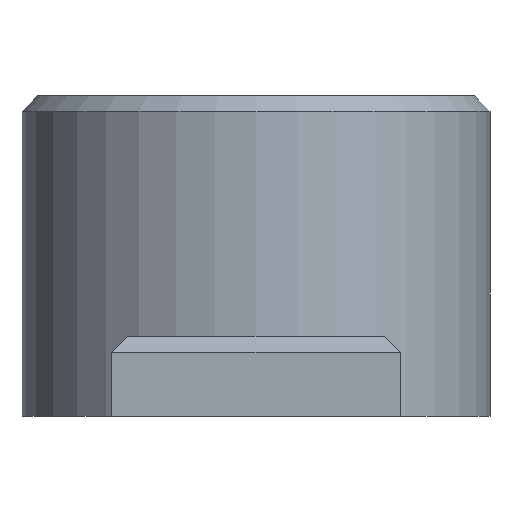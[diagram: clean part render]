
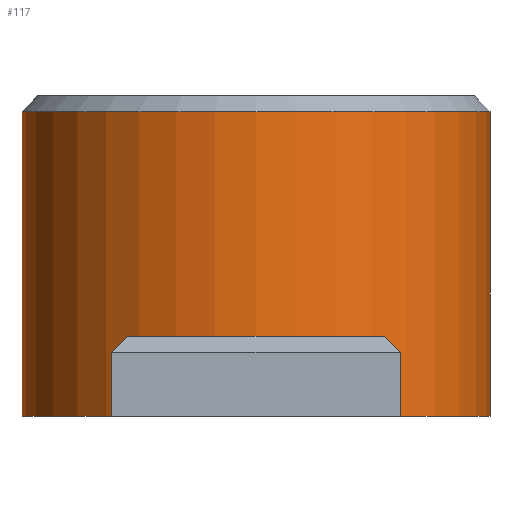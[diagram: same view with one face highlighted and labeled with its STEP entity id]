
A CAD part, front view. The second image highlights one B-rep face of the part: STEP entity #117.
In plain terms, the highlighted cylindrical face has radius 14.6 mm (diameter 29.2 mm), a full revolution.
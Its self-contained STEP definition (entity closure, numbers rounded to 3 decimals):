
#72 = VERTEX_POINT('',#73);
#73 = CARTESIAN_POINT('',(14.6,0.,19.01));
#81 = EDGE_CURVE('',#72,#72,#82,.T.);
#82 = CIRCLE('',#83,14.6);
#83 = AXIS2_PLACEMENT_3D('',#84,#85,#86);
#84 = CARTESIAN_POINT('',(0.,0.,19.01));
#85 = DIRECTION('',(0.,0.,1.));
#86 = DIRECTION('',(1.,0.,-0.));
#117 = ADVANCED_FACE('',(#118),#136,.T.);
#118 = FACE_BOUND('',#119,.F.);
#119 = EDGE_LOOP('',(#120,#127,#134,#135));
#120 = ORIENTED_EDGE('',*,*,#121,.T.);
#121 = EDGE_CURVE('',#72,#122,#124,.T.);
#122 = VERTEX_POINT('',#123);
#123 = CARTESIAN_POINT('',(14.6,0.,0.));
#124 = B_SPLINE_CURVE_WITH_KNOTS('',1,(#125,#126),.UNSPECIFIED.,.F.,.F.,
  (2,2),(-15.,5.),.PIECEWISE_BEZIER_KNOTS.);
#125 = CARTESIAN_POINT('',(14.6,0.,20.));
#126 = CARTESIAN_POINT('',(14.6,0.,0.));
#127 = ORIENTED_EDGE('',*,*,#128,.F.);
#128 = EDGE_CURVE('',#122,#122,#129,.T.);
#129 = CIRCLE('',#130,14.6);
#130 = AXIS2_PLACEMENT_3D('',#131,#132,#133);
#131 = CARTESIAN_POINT('',(0.,0.,0.));
#132 = DIRECTION('',(0.,0.,1.));
#133 = DIRECTION('',(1.,0.,0.));
#134 = ORIENTED_EDGE('',*,*,#121,.F.);
#135 = ORIENTED_EDGE('',*,*,#81,.T.);
#136 = CYLINDRICAL_SURFACE('',#137,14.6);
#137 = AXIS2_PLACEMENT_3D('',#138,#139,#140);
#138 = CARTESIAN_POINT('',(0.,0.,5.));
#139 = DIRECTION('',(-0.,-0.,-1.));
#140 = DIRECTION('',(1.,0.,0.));
